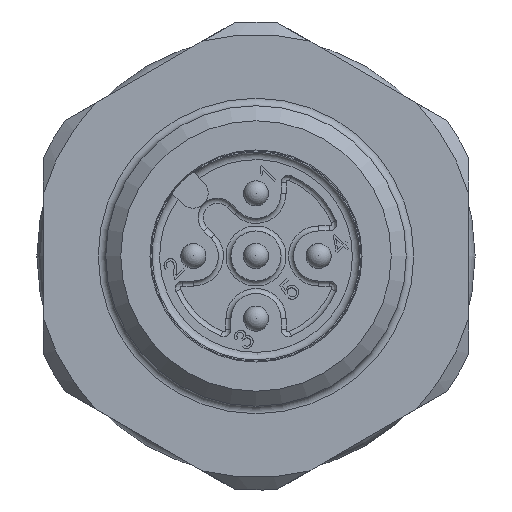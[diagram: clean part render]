
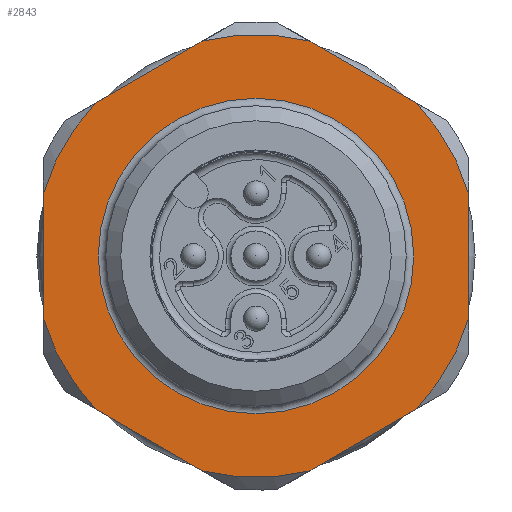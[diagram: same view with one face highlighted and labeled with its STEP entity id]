
A CAD part, left-side view. The second image highlights one B-rep face of the part: STEP entity #2843.
In plain terms, the highlighted planar face has unit normal (-1, 0, 0).
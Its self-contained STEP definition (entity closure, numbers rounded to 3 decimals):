
#494=PLANE('',#3601);
#598=LINE('',#5000,#751);
#599=LINE('',#5001,#752);
#600=LINE('',#5002,#753);
#601=LINE('',#5003,#754);
#602=LINE('',#5004,#755);
#603=LINE('',#5005,#756);
#751=VECTOR('',#4033,1.);
#752=VECTOR('',#4034,1.);
#753=VECTOR('',#4035,1.);
#754=VECTOR('',#4036,1.);
#755=VECTOR('',#4037,1.);
#756=VECTOR('',#4038,1.);
#936=EDGE_LOOP('',(#1299));
#937=EDGE_LOOP('',(#1300,#1301,#1302,#1303,#1304,#1305,#1306,#1307,#1308,
#1309,#1310,#1311));
#1299=ORIENTED_EDGE('',*,*,#2232,.T.);
#1300=ORIENTED_EDGE('',*,*,#2215,.F.);
#1301=ORIENTED_EDGE('',*,*,#2233,.T.);
#1302=ORIENTED_EDGE('',*,*,#2217,.F.);
#1303=ORIENTED_EDGE('',*,*,#2234,.T.);
#1304=ORIENTED_EDGE('',*,*,#2230,.F.);
#1305=ORIENTED_EDGE('',*,*,#2235,.T.);
#1306=ORIENTED_EDGE('',*,*,#2227,.F.);
#1307=ORIENTED_EDGE('',*,*,#2236,.T.);
#1308=ORIENTED_EDGE('',*,*,#2224,.F.);
#1309=ORIENTED_EDGE('',*,*,#2237,.T.);
#1310=ORIENTED_EDGE('',*,*,#2221,.F.);
#1311=ORIENTED_EDGE('',*,*,#2238,.T.);
#2215=EDGE_CURVE('',#3262,#3263,#2660,.T.);
#2217=EDGE_CURVE('',#3264,#3265,#2661,.T.);
#2221=EDGE_CURVE('',#3266,#3267,#2662,.T.);
#2224=EDGE_CURVE('',#3268,#3269,#2663,.T.);
#2227=EDGE_CURVE('',#3270,#3271,#2664,.T.);
#2230=EDGE_CURVE('',#3272,#3273,#2665,.T.);
#2232=EDGE_CURVE('',#3274,#3274,#2666,.T.);
#2233=EDGE_CURVE('',#3262,#3265,#598,.T.);
#2234=EDGE_CURVE('',#3264,#3273,#599,.T.);
#2235=EDGE_CURVE('',#3272,#3271,#600,.T.);
#2236=EDGE_CURVE('',#3270,#3269,#601,.T.);
#2237=EDGE_CURVE('',#3268,#3267,#602,.T.);
#2238=EDGE_CURVE('',#3266,#3263,#603,.T.);
#2660=CIRCLE('',#3588,8.85);
#2661=CIRCLE('',#3590,8.85);
#2662=CIRCLE('',#3592,8.85);
#2663=CIRCLE('',#3594,8.85);
#2664=CIRCLE('',#3596,8.85);
#2665=CIRCLE('',#3598,8.85);
#2666=CIRCLE('',#3600,6.3);
#2843=ADVANCED_FACE('',(#3080,#3081),#494,.T.);
#3080=FACE_BOUND('',#936,.T.);
#3081=FACE_BOUND('',#937,.T.);
#3262=VERTEX_POINT('',#4930);
#3263=VERTEX_POINT('',#4932);
#3264=VERTEX_POINT('',#4939);
#3265=VERTEX_POINT('',#4940);
#3266=VERTEX_POINT('',#4954);
#3267=VERTEX_POINT('',#4956);
#3268=VERTEX_POINT('',#4966);
#3269=VERTEX_POINT('',#4968);
#3270=VERTEX_POINT('',#4978);
#3271=VERTEX_POINT('',#4980);
#3272=VERTEX_POINT('',#4990);
#3273=VERTEX_POINT('',#4992);
#3274=VERTEX_POINT('',#4999);
#3588=AXIS2_PLACEMENT_3D('',#4931,#4007,#4008);
#3590=AXIS2_PLACEMENT_3D('',#4938,#4011,#4012);
#3592=AXIS2_PLACEMENT_3D('',#4955,#4015,#4016);
#3594=AXIS2_PLACEMENT_3D('',#4967,#4019,#4020);
#3596=AXIS2_PLACEMENT_3D('',#4979,#4023,#4024);
#3598=AXIS2_PLACEMENT_3D('',#4991,#4027,#4028);
#3600=AXIS2_PLACEMENT_3D('',#4998,#4031,#4032);
#3601=AXIS2_PLACEMENT_3D('',#5006,#4039,#4040);
#4007=DIRECTION('',(1.,0.,0.));
#4008=DIRECTION('',(0.,-1.,0.));
#4011=DIRECTION('',(1.,0.,0.));
#4012=DIRECTION('',(0.,-1.,0.));
#4015=DIRECTION('',(1.,0.,0.));
#4016=DIRECTION('',(0.,-1.,0.));
#4019=DIRECTION('',(1.,0.,0.));
#4020=DIRECTION('',(0.,-1.,0.));
#4023=DIRECTION('',(1.,0.,0.));
#4024=DIRECTION('',(0.,-1.,0.));
#4027=DIRECTION('',(1.,0.,0.));
#4028=DIRECTION('',(0.,-1.,0.));
#4031=DIRECTION('',(1.,0.,0.));
#4032=DIRECTION('',(0.,1.,0.));
#4033=DIRECTION('',(0.,0.866,-0.5));
#4034=DIRECTION('',(0.,0.,-1.));
#4035=DIRECTION('',(0.,-0.866,-0.5));
#4036=DIRECTION('',(0.,-0.866,0.5));
#4037=DIRECTION('',(0.,0.,1.));
#4038=DIRECTION('',(0.,0.866,0.5));
#4039=DIRECTION('',(-1.,0.,0.));
#4040=DIRECTION('',(0.,1.,0.));
#4930=CARTESIAN_POINT('',(10.,2.116,8.593));
#4931=CARTESIAN_POINT('',(10.,0.,0.));
#4932=CARTESIAN_POINT('',(10.,-2.116,8.593));
#4938=CARTESIAN_POINT('',(10.,0.,0.));
#4939=CARTESIAN_POINT('',(10.,8.5,2.464));
#4940=CARTESIAN_POINT('',(10.,6.384,6.129));
#4954=CARTESIAN_POINT('',(10.,-6.384,6.129));
#4955=CARTESIAN_POINT('',(10.,0.,0.));
#4956=CARTESIAN_POINT('',(10.,-8.5,2.464));
#4966=CARTESIAN_POINT('',(10.,-8.5,-2.464));
#4967=CARTESIAN_POINT('',(10.,0.,0.));
#4968=CARTESIAN_POINT('',(10.,-6.384,-6.129));
#4978=CARTESIAN_POINT('',(10.,-2.116,-8.593));
#4979=CARTESIAN_POINT('',(10.,0.,0.));
#4980=CARTESIAN_POINT('',(10.,2.116,-8.593));
#4990=CARTESIAN_POINT('',(10.,6.384,-6.129));
#4991=CARTESIAN_POINT('',(10.,0.,0.));
#4992=CARTESIAN_POINT('',(10.,8.5,-2.464));
#4998=CARTESIAN_POINT('',(10.,0.,0.));
#4999=CARTESIAN_POINT('',(10.,6.3,0.));
#5000=CARTESIAN_POINT('',(10.,8.082,5.149));
#5001=CARTESIAN_POINT('',(10.,8.5,-8.85));
#5002=CARTESIAN_POINT('',(10.,0.418,-9.574));
#5003=CARTESIAN_POINT('',(10.,-0.418,-9.574));
#5004=CARTESIAN_POINT('',(10.,-8.5,-8.85));
#5005=CARTESIAN_POINT('',(10.,-8.082,5.149));
#5006=CARTESIAN_POINT('',(10.,0.,-8.85));
